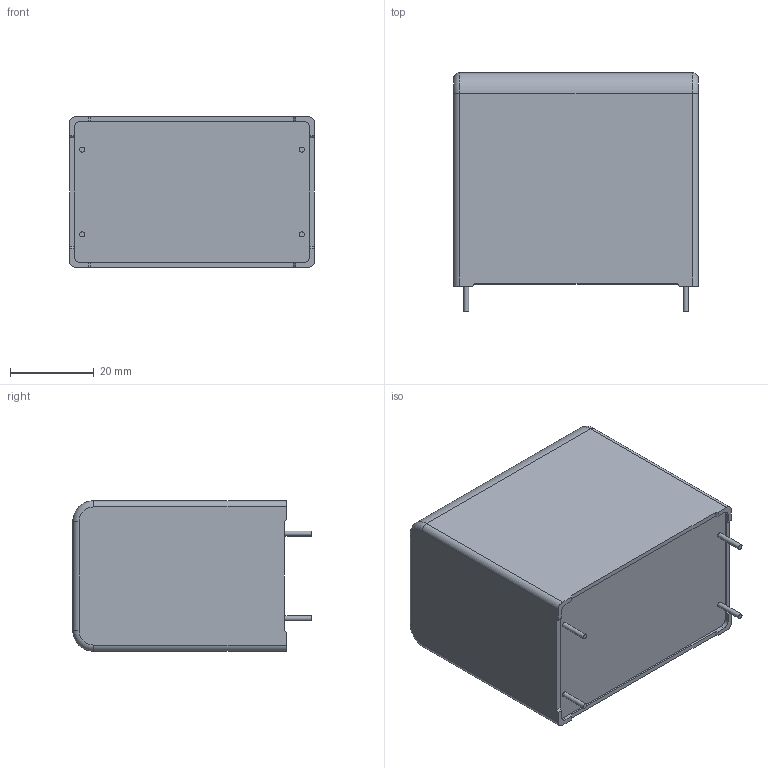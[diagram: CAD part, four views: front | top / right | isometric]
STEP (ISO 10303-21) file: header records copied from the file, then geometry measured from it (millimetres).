
FILE_DESCRIPTION (( 'STEP AP203' ), '1' );
FILE_NAME ('MKP1847H62235+Y5.step', '2018-01-17T10:52:46', ( 'work' ), ( 'Hewlett-Packard Company' ), 'SwSTEP 2.0', 'SolidWorks 2017', '' );
FILE_SCHEMA (( 'CONFIG_CONTROL_DESIGN' ));
Length unit declared in the file: millimetre
Products named in the file (1): MKP1847H62235+Y5
Bounding box: 58.5 x 57 x 36 mm (x, y, z)
Volume: 104697.7 mm3; surface area: 13537.5 mm2
Topology: 1 solids, 1 shells, 118 faces, 311 edges, 206 vertices
Faces by surface type: plane 82, cylinder 16, bspline 16, torus 4
Full cylindrical faces by diameter (mm): 1.2 x4
Entity records: 4332 total; most frequent: CARTESIAN_POINT 1448, ORIENTED_EDGE 606, DIRECTION 513, EDGE_CURVE 303, VECTOR 235, LINE 235, VERTEX_POINT 202, AXIS2_PLACEMENT_3D 139
